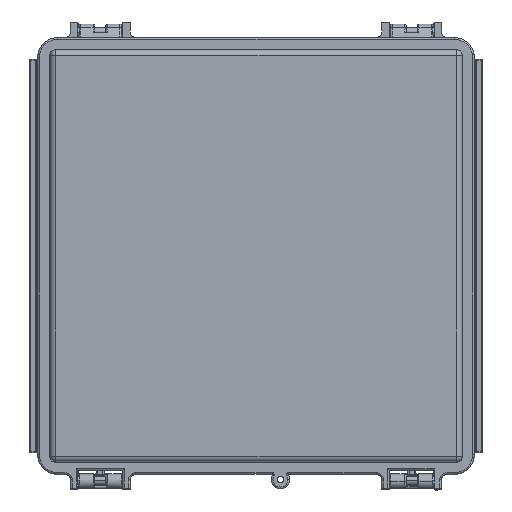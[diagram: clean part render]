
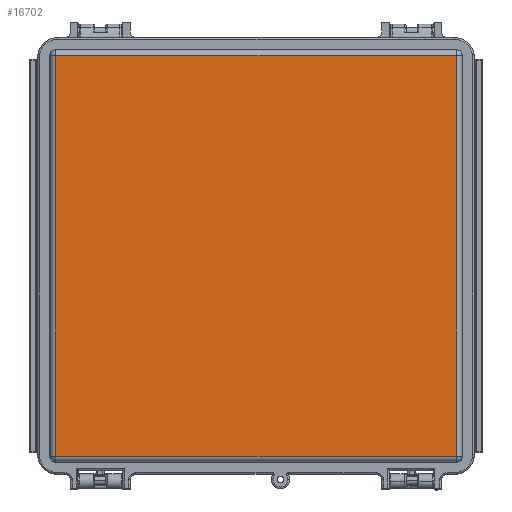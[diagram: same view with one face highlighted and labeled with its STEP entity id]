
A CAD part, top view. The second image highlights one B-rep face of the part: STEP entity #16702.
In plain terms, the highlighted planar face has unit normal (0, 0, 1).
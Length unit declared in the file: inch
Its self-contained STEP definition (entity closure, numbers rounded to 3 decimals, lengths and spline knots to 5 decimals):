
#3309 = EDGE_LOOP ( 'NONE', ( #18730, #18732, #18731, #18733 ) ) ;
#5951 = VECTOR ( 'NONE', #7418, 39.37008 ) ;
#5952 = VECTOR ( 'NONE', #7421, 39.37008 ) ;
#5953 = VECTOR ( 'NONE', #7424, 39.37008 ) ;
#5954 = VECTOR ( 'NONE', #7427, 39.37008 ) ;
#7416 = LINE ( 'NONE', #7417, #5951 ) ;
#7417 = CARTESIAN_POINT ( 'NONE',  ( -3.54079, -3.63775, 0.984 ) ) ;
#7418 = DIRECTION ( 'NONE',  ( 0., -1., 0. ) ) ;
#7419 = LINE ( 'NONE', #7420, #5952 ) ;
#7420 = CARTESIAN_POINT ( 'NONE',  ( -3.63775, 3.54079, 0.984 ) ) ;
#7421 = DIRECTION ( 'NONE',  ( -1., 0., 0. ) ) ;
#7422 = LINE ( 'NONE', #7423, #5953 ) ;
#7423 = CARTESIAN_POINT ( 'NONE',  ( 3.63775, -3.54079, 0.984 ) ) ;
#7424 = DIRECTION ( 'NONE',  ( 1., 0., 0. ) ) ;
#7425 = LINE ( 'NONE', #7426, #5954 ) ;
#7426 = CARTESIAN_POINT ( 'NONE',  ( 3.54079, 3.63775, 0.984 ) ) ;
#7427 = DIRECTION ( 'NONE',  ( 0., 1., 0. ) ) ;
#10338 = CARTESIAN_POINT ( 'NONE',  ( 3.54079, -3.54079, 0.984 ) ) ;
#10520 = CARTESIAN_POINT ( 'NONE',  ( 3.54079, 3.54079, 0.984 ) ) ;
#10522 = CARTESIAN_POINT ( 'NONE',  ( -3.54079, 3.54079, 0.984 ) ) ;
#10524 = CARTESIAN_POINT ( 'NONE',  ( -3.54079, -3.54079, 0.984 ) ) ;
#10856 = EDGE_CURVE ( 'NONE', #16307, #16309, #7416, .T. ) ;
#10857 = EDGE_CURVE ( 'NONE', #16305, #16307, #7419, .T. ) ;
#10858 = EDGE_CURVE ( 'NONE', #16309, #15170, #7422, .T. ) ;
#10859 = EDGE_CURVE ( 'NONE', #15170, #16305, #7425, .T. ) ;
#13258 = PLANE ( 'NONE',  #18129 ) ;
#13259 = CARTESIAN_POINT ( 'NONE',  ( 0., 0., 0.984 ) ) ;
#13260 = DIRECTION ( 'NONE',  ( 0., 0., 1. ) ) ;
#13261 = DIRECTION ( 'NONE',  ( 1., 0., 0. ) ) ;
#15170 = VERTEX_POINT ( 'NONE', #10338 ) ;
#16305 = VERTEX_POINT ( 'NONE', #10520 ) ;
#16307 = VERTEX_POINT ( 'NONE', #10522 ) ;
#16309 = VERTEX_POINT ( 'NONE', #10524 ) ;
#16702 = ADVANCED_FACE ( 'NONE', ( #18126 ), #13258, .T. ) ;
#18126 = FACE_OUTER_BOUND ( 'NONE', #3309, .T. ) ;
#18129 = AXIS2_PLACEMENT_3D ( 'NONE', #13259, #13260, #13261 ) ;
#18730 = ORIENTED_EDGE ( 'NONE', *, *, #10857, .T. ) ;
#18731 = ORIENTED_EDGE ( 'NONE', *, *, #10858, .T. ) ;
#18732 = ORIENTED_EDGE ( 'NONE', *, *, #10856, .T. ) ;
#18733 = ORIENTED_EDGE ( 'NONE', *, *, #10859, .T. ) ;
